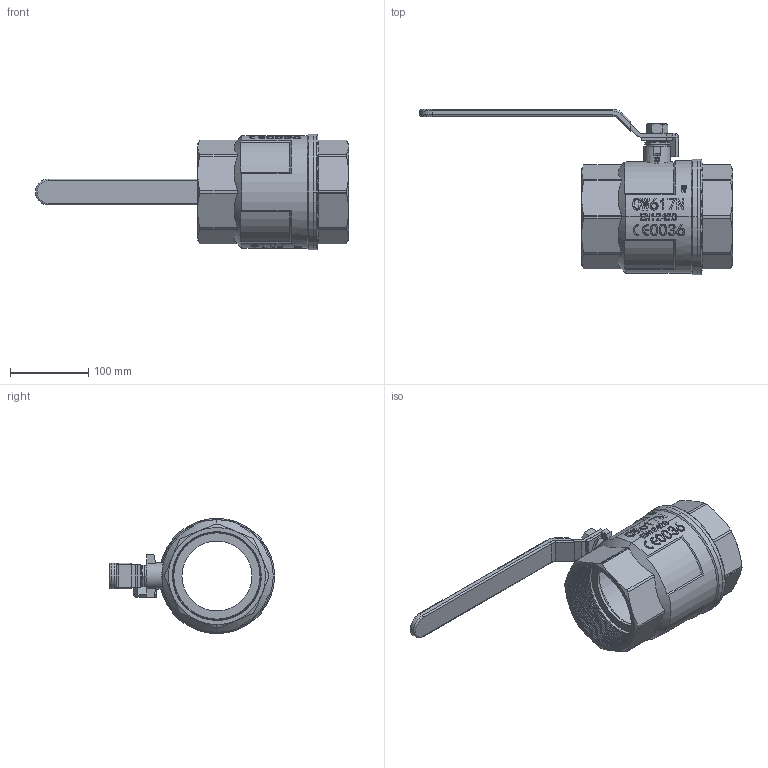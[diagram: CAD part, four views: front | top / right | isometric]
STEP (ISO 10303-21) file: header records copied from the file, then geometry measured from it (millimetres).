
FILE_DESCRIPTION(/* description */ ('Unknown','CAx-IF Rec.Pracs.---Representation and Presentation of Product Manufacturing Information (PMI)---4.0---2014-10-13','CAx-IF Rec.Pracs.---3D Tessellated Geometry---0.4---2014-09-14','2;1'),/* implementation_level */ '2;1');
FILE_NAME(/* name */ '600-12',/* time_stamp */ '2023-11-21T09:01:06+01:00',/* author */ ('Unknown'),/* organization */ ('Unknown'),/* preprocessor_version */ 'ST-DEVELOPER v18.102',/* originating_system */ 'Solid Edge',/* authorisation */ 'Unknown');
FILE_SCHEMA (('AP242_MANAGED_MODEL_BASED_3D_ENGINEERING_MIM_LF { 1 0 10303 442 1 1 4 }'));
Products named in the file (7): 600-12; 葩璃 10.33601.10G.0B5B-5990^10.33601.10G.CP5B-5990_10.33601.10G.0B5B-
5990; 葩璃 10.33601.10G.1^10.33601.10G.CP5B-5990_10.33601.10G.1B5B; 葩璃 10.33601.G65.4^10.33601.10G.CP5B-5990_10.33601.G65.4532; 葩璃 10.33601.G65.50^10.33601.10G.CP5B-5990_10.33601.G65.5032; 葩璃 10.33601.10G.7023-5990^10.33601.10G.CP5B-5990_10.33601.10G.7023-
5990; 葩璃 10.33601.G65.60^10.33601.10G.CP5B-5990_10.33601.G65.6032
Assembly tree (6 placements, depth 2):
  600-12
    葩璃 10.33601.10G.0B5B-5990^10.33601.10G.CP5B-5990_10.33601.10G.0B5B-
5990
    葩璃 10.33601.10G.1^10.33601.10G.CP5B-5990_10.33601.10G.1B5B
    葩璃 10.33601.G65.4^10.33601.10G.CP5B-5990_10.33601.G65.4532
    葩璃 10.33601.G65.50^10.33601.10G.CP5B-5990_10.33601.G65.5032
    葩璃 10.33601.10G.7023-5990^10.33601.10G.CP5B-5990_10.33601.10G.7023-
5990
    葩璃 10.33601.G65.60^10.33601.10G.CP5B-5990_10.33601.G65.6032
Bounding box: 400.5 x 211.25 x 147.5 mm (x, y, z)
Volume: 706231.1 mm3; surface area: 311507.3 mm2
Topology: 8 solids, 8 shells, 947 faces, 2543 edges, 1672 vertices
Faces by surface type: plane 372, cylinder 332, bspline 121, cone 90, torus 26, sphere 6
Entity records: 82689 total; most frequent: CARTESIAN_POINT 61224, ORIENTED_EDGE 5070, DIRECTION 3650, EDGE_CURVE 2535, VERTEX_POINT 1668, AXIS2_PLACEMENT_3D 1396, EDGE_LOOP 1025, FACE_BOUND 1025
